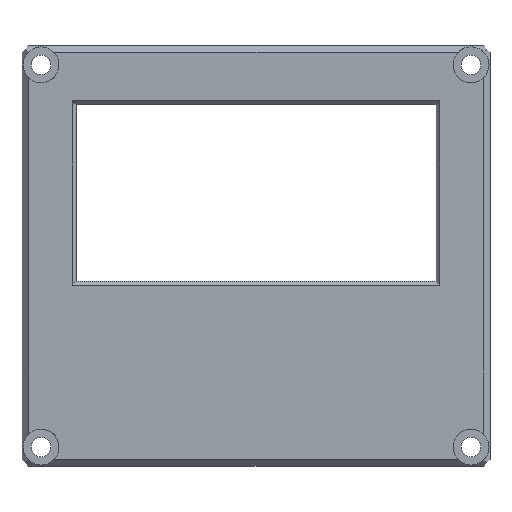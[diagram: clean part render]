
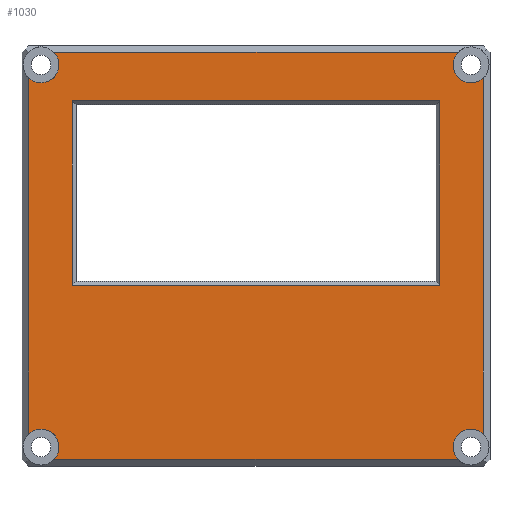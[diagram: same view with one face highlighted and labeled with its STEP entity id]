
A CAD part, top view. The second image highlights one B-rep face of the part: STEP entity #1030.
In plain terms, the highlighted planar face has unit normal (0, 0, 1).
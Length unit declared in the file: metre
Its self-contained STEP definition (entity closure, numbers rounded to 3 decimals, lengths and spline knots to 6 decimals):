
#28=CIRCLE('',#1101,0.00275);
#29=CIRCLE('',#1102,0.00275);
#30=CIRCLE('',#1103,0.00275);
#31=CIRCLE('',#1104,0.00275);
#44=ORIENTED_EDGE('',*,*,#338,.T.);
#45=ORIENTED_EDGE('',*,*,#339,.T.);
#46=ORIENTED_EDGE('',*,*,#340,.T.);
#47=ORIENTED_EDGE('',*,*,#341,.T.);
#48=ORIENTED_EDGE('',*,*,#342,.T.);
#49=ORIENTED_EDGE('',*,*,#343,.T.);
#50=ORIENTED_EDGE('',*,*,#344,.F.);
#51=ORIENTED_EDGE('',*,*,#345,.T.);
#52=ORIENTED_EDGE('',*,*,#346,.T.);
#53=ORIENTED_EDGE('',*,*,#347,.T.);
#54=ORIENTED_EDGE('',*,*,#348,.F.);
#55=ORIENTED_EDGE('',*,*,#349,.T.);
#338=EDGE_CURVE('',#485,#486,#585,.T.);
#339=EDGE_CURVE('',#486,#487,#586,.T.);
#340=EDGE_CURVE('',#487,#488,#587,.T.);
#341=EDGE_CURVE('',#488,#485,#588,.T.);
#342=EDGE_CURVE('',#489,#490,#28,.T.);
#343=EDGE_CURVE('',#490,#491,#589,.T.);
#344=EDGE_CURVE('',#492,#491,#29,.T.);
#345=EDGE_CURVE('',#492,#493,#590,.T.);
#346=EDGE_CURVE('',#493,#494,#30,.T.);
#347=EDGE_CURVE('',#494,#495,#591,.T.);
#348=EDGE_CURVE('',#496,#495,#31,.T.);
#349=EDGE_CURVE('',#496,#489,#592,.T.);
#485=VERTEX_POINT('',#1471);
#486=VERTEX_POINT('',#1472);
#487=VERTEX_POINT('',#1474);
#488=VERTEX_POINT('',#1476);
#489=VERTEX_POINT('',#1479);
#490=VERTEX_POINT('',#1480);
#491=VERTEX_POINT('',#1482);
#492=VERTEX_POINT('',#1484);
#493=VERTEX_POINT('',#1486);
#494=VERTEX_POINT('',#1488);
#495=VERTEX_POINT('',#1490);
#496=VERTEX_POINT('',#1492);
#585=LINE('',#1470,#708);
#586=LINE('',#1473,#709);
#587=LINE('',#1475,#710);
#588=LINE('',#1477,#711);
#589=LINE('',#1481,#712);
#590=LINE('',#1485,#713);
#591=LINE('',#1489,#714);
#592=LINE('',#1493,#715);
#708=VECTOR('',#1185,1.);
#709=VECTOR('',#1186,1.);
#710=VECTOR('',#1187,1.);
#711=VECTOR('',#1188,1.);
#712=VECTOR('',#1191,1.);
#713=VECTOR('',#1194,1.);
#714=VECTOR('',#1197,1.);
#715=VECTOR('',#1200,1.);
#831=EDGE_LOOP('',(#44,#45,#46,#47));
#832=EDGE_LOOP('',(#48,#49,#50,#51,#52,#53,#54,#55));
#906=FACE_BOUND('',#831,.T.);
#907=FACE_BOUND('',#832,.T.);
#981=PLANE('',#1100);
#1030=ADVANCED_FACE('',(#906,#907),#981,.T.);
#1100=AXIS2_PLACEMENT_3D('',#1469,#1183,#1184);
#1101=AXIS2_PLACEMENT_3D('',#1478,#1189,#1190);
#1102=AXIS2_PLACEMENT_3D('',#1483,#1192,#1193);
#1103=AXIS2_PLACEMENT_3D('',#1487,#1195,#1196);
#1104=AXIS2_PLACEMENT_3D('',#1491,#1198,#1199);
#1183=DIRECTION('',(0.,0.,1.));
#1184=DIRECTION('',(1.,0.,0.));
#1185=DIRECTION('',(1.,0.,0.));
#1186=DIRECTION('',(0.,-1.,0.));
#1187=DIRECTION('',(-1.,0.,0.));
#1188=DIRECTION('',(0.,1.,0.));
#1189=DIRECTION('',(0.,0.,-1.));
#1190=DIRECTION('',(1.,0.,0.));
#1191=DIRECTION('',(0.,1.,0.));
#1192=DIRECTION('',(0.,0.,1.));
#1193=DIRECTION('',(1.,0.,0.));
#1194=DIRECTION('',(-1.,0.,0.));
#1195=DIRECTION('',(0.,0.,-1.));
#1196=DIRECTION('',(1.,0.,0.));
#1197=DIRECTION('',(0.,-1.,0.));
#1198=DIRECTION('',(0.,0.,1.));
#1199=DIRECTION('',(1.,0.,0.));
#1200=DIRECTION('',(1.,0.,0.));
#1469=CARTESIAN_POINT('',(0.03575,0.0321,0.029));
#1470=CARTESIAN_POINT('',(0.06325,0.0558,0.029));
#1471=CARTESIAN_POINT('',(0.00765,0.0558,0.029));
#1472=CARTESIAN_POINT('',(0.06385,0.0558,0.029));
#1473=CARTESIAN_POINT('',(0.06385,0.0321,0.029));
#1474=CARTESIAN_POINT('',(0.06385,0.0276,0.029));
#1475=CARTESIAN_POINT('',(0.03575,0.0276,0.029));
#1476=CARTESIAN_POINT('',(0.00765,0.0276,0.029));
#1477=CARTESIAN_POINT('',(0.00765,0.0552,0.029));
#1478=CARTESIAN_POINT('',(0.0686,0.0029,0.029));
#1479=CARTESIAN_POINT('',(0.066612,0.001,0.029));
#1480=CARTESIAN_POINT('',(0.0705,0.004888,0.029));
#1481=CARTESIAN_POINT('',(0.0705,0.0642,0.029));
#1482=CARTESIAN_POINT('',(0.0705,0.059312,0.029));
#1483=CARTESIAN_POINT('',(0.0686,0.0613,0.029));
#1484=CARTESIAN_POINT('',(0.066612,0.0632,0.029));
#1485=CARTESIAN_POINT('',(0.03575,0.0632,0.029));
#1486=CARTESIAN_POINT('',(0.004888,0.0632,0.029));
#1487=CARTESIAN_POINT('',(0.0029,0.0613,0.029));
#1488=CARTESIAN_POINT('',(0.001,0.059312,0.029));
#1489=CARTESIAN_POINT('',(0.001,0.0321,0.029));
#1490=CARTESIAN_POINT('',(0.001,0.004888,0.029));
#1491=CARTESIAN_POINT('',(0.0029,0.0029,0.029));
#1492=CARTESIAN_POINT('',(0.004888,0.001,0.029));
#1493=CARTESIAN_POINT('',(0.0715,0.001,0.029));
